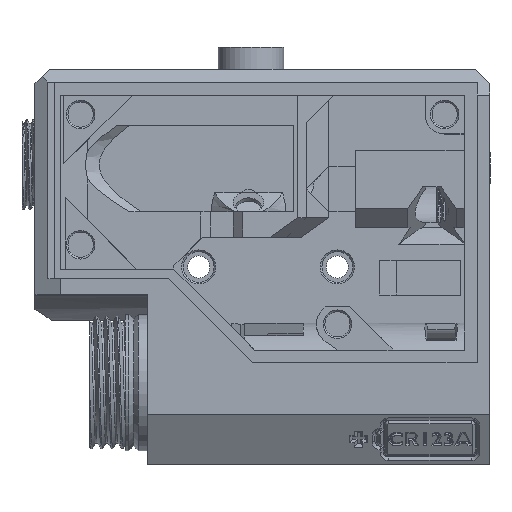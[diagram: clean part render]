
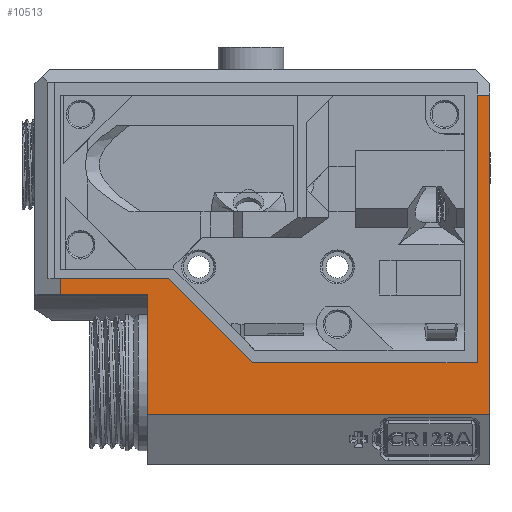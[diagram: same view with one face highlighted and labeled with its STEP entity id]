
A CAD part, top view. The second image highlights one B-rep face of the part: STEP entity #10513.
In plain terms, the highlighted planar face has unit normal (0, 0, 1).
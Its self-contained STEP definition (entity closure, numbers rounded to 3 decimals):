
#546=PLANE('',#11081);
#1128=FACE_OUTER_BOUND('',#1751,.T.);
#1751=EDGE_LOOP('',(#9583,#9584,#9585,#9586,#9587,#9588,#9589,#9590,#9591,
#9592));
#2536=LINE('',#16704,#3445);
#2549=LINE('',#16735,#3458);
#2860=LINE('',#20973,#3769);
#3157=LINE('',#23432,#4066);
#3161=LINE('',#23440,#4070);
#3165=LINE('',#23448,#4074);
#3167=LINE('',#23699,#4076);
#3234=LINE('',#23962,#4143);
#3237=LINE('',#23967,#4146);
#3280=LINE('',#25865,#4189);
#3445=VECTOR('',#11483,10.);
#3458=VECTOR('',#11504,10.);
#3769=VECTOR('',#12065,10.);
#4066=VECTOR('',#12694,10.);
#4070=VECTOR('',#12700,10.);
#4074=VECTOR('',#12708,10.);
#4076=VECTOR('',#12716,10.);
#4143=VECTOR('',#12877,10.);
#4146=VECTOR('',#12882,10.);
#4189=VECTOR('',#13021,10.);
#4431=VERTEX_POINT('',#16701);
#4432=VERTEX_POINT('',#16703);
#4445=VERTEX_POINT('',#16732);
#4446=VERTEX_POINT('',#16734);
#4795=VERTEX_POINT('',#20969);
#5099=VERTEX_POINT('',#23430);
#5102=VERTEX_POINT('',#23438);
#5104=VERTEX_POINT('',#23446);
#5109=VERTEX_POINT('',#23698);
#5159=VERTEX_POINT('',#23961);
#5499=EDGE_CURVE('',#4431,#4432,#2536,.T.);
#5514=EDGE_CURVE('',#4446,#4445,#2549,.T.);
#6066=EDGE_CURVE('',#4432,#4795,#2860,.T.);
#6512=EDGE_CURVE('',#5099,#4431,#3157,.T.);
#6516=EDGE_CURVE('',#5099,#5102,#3161,.T.);
#6520=EDGE_CURVE('',#5104,#4445,#3165,.T.);
#6527=EDGE_CURVE('',#5109,#4795,#3167,.T.);
#6614=EDGE_CURVE('',#5159,#4446,#3234,.T.);
#6617=EDGE_CURVE('',#5102,#5159,#3237,.T.);
#6700=EDGE_CURVE('',#5104,#5109,#3280,.T.);
#9583=ORIENTED_EDGE('',*,*,#6512,.F.);
#9584=ORIENTED_EDGE('',*,*,#6516,.T.);
#9585=ORIENTED_EDGE('',*,*,#6617,.T.);
#9586=ORIENTED_EDGE('',*,*,#6614,.T.);
#9587=ORIENTED_EDGE('',*,*,#5514,.T.);
#9588=ORIENTED_EDGE('',*,*,#6520,.F.);
#9589=ORIENTED_EDGE('',*,*,#6700,.T.);
#9590=ORIENTED_EDGE('',*,*,#6527,.T.);
#9591=ORIENTED_EDGE('',*,*,#6066,.F.);
#9592=ORIENTED_EDGE('',*,*,#5499,.F.);
#10513=ADVANCED_FACE('',(#1128),#546,.T.);
#11081=AXIS2_PLACEMENT_3D('',#25864,#13019,#13020);
#11483=DIRECTION('',(0.,-1.,0.));
#11504=DIRECTION('',(-1.,0.,0.));
#12065=DIRECTION('',(-1.,0.,0.));
#12694=DIRECTION('',(1.,0.,0.));
#12700=DIRECTION('',(0.,-1.,0.));
#12708=DIRECTION('',(0.,1.,0.));
#12716=DIRECTION('',(0.,-1.,0.));
#12877=DIRECTION('',(-0.707,0.707,0.));
#12882=DIRECTION('',(-1.,0.,0.));
#13019=DIRECTION('center_axis',(0.,0.,1.));
#13020=DIRECTION('ref_axis',(0.,1.,0.));
#13021=DIRECTION('',(1.,0.,0.));
#16701=CARTESIAN_POINT('',(33.05,47.86,14.673));
#16703=CARTESIAN_POINT('',(33.05,-1.4,14.673));
#16704=CARTESIAN_POINT('',(33.05,51.86,14.673));
#16732=CARTESIAN_POINT('',(-33.195,19.5,14.673));
#16734=CARTESIAN_POINT('',(-16.578,19.5,14.673));
#16735=CARTESIAN_POINT('',(8.236,19.5,14.673));
#20969=CARTESIAN_POINT('',(-19.75,-1.4,14.673));
#20973=CARTESIAN_POINT('',(33.05,-1.4,14.673));
#23430=CARTESIAN_POINT('',(31.05,47.86,14.673));
#23432=CARTESIAN_POINT('',(33.05,47.86,14.673));
#23438=CARTESIAN_POINT('',(31.05,6.5,14.673));
#23440=CARTESIAN_POINT('',(31.05,20.355,14.673));
#23446=CARTESIAN_POINT('',(-33.195,17.,14.673));
#23448=CARTESIAN_POINT('',(-33.195,6.103,14.673));
#23698=CARTESIAN_POINT('',(-19.75,17.,14.673));
#23699=CARTESIAN_POINT('',(-19.75,-4.357,14.673));
#23961=CARTESIAN_POINT('',(-3.578,6.5,14.673));
#23962=CARTESIAN_POINT('',(9.491,-6.57,14.673));
#23967=CARTESIAN_POINT('',(32.05,6.5,14.673));
#25864=CARTESIAN_POINT('Origin',(33.05,-9.15,14.673));
#25865=CARTESIAN_POINT('',(-2.072,17.,14.673));
